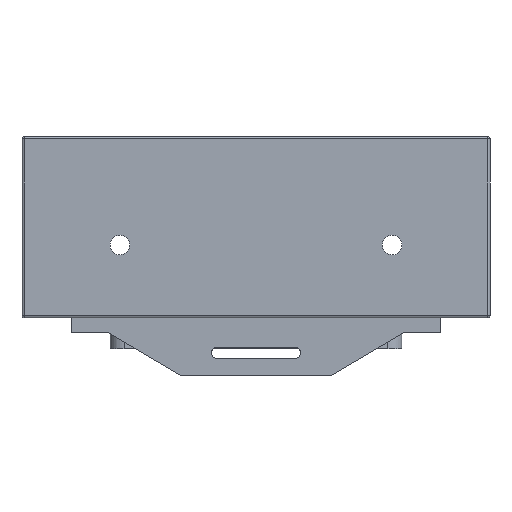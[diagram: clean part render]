
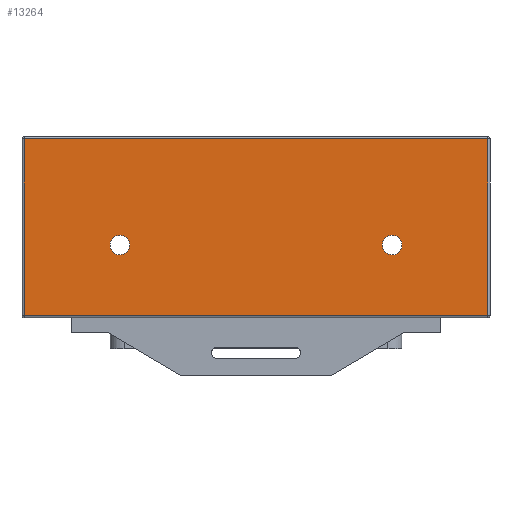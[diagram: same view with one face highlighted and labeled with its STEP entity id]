
A CAD part, front view. The second image highlights one B-rep face of the part: STEP entity #13264.
In plain terms, the highlighted planar face has unit normal (0, -1, 0).
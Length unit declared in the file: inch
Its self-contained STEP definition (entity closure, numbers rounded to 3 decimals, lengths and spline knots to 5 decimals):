
#12419 = EDGE_CURVE ( 'NONE', #12421, #12422, #28167, .T. ) ;
#12421 = VERTEX_POINT ( 'NONE', #28158 ) ;
#12422 = VERTEX_POINT ( 'NONE', #28157 ) ;
#12450 = EDGE_CURVE ( 'NONE', #12452, #12454, #28229, .T. ) ;
#12452 = VERTEX_POINT ( 'NONE', #28220 ) ;
#12454 = VERTEX_POINT ( 'NONE', #28219 ) ;
#13124 = EDGE_CURVE ( 'NONE', #12422, #12421, #29286, .T. ) ;
#13134 = EDGE_CURVE ( 'NONE', #12454, #12452, #29362, .T. ) ;
#13254 = EDGE_CURVE ( 'NONE', #13256, #13257, #29594, .T. ) ;
#13256 = VERTEX_POINT ( 'NONE', #29590 ) ;
#13257 = VERTEX_POINT ( 'NONE', #29589 ) ;
#13264 = ADVANCED_FACE ( 'NONE', ( #29578, #29577, #29576 ), #29573, .T. ) ;
#13266 = EDGE_LOOP ( 'NONE', ( #13267, #13365 ) ) ;
#13267 = ORIENTED_EDGE ( 'NONE', *, *, #13124, .T. ) ;
#13331 = ORIENTED_EDGE ( 'NONE', *, *, #13333, .T. ) ;
#13333 = EDGE_CURVE ( 'NONE', #13257, #13379, #29691, .T. ) ;
#13365 = ORIENTED_EDGE ( 'NONE', *, *, #12419, .T. ) ;
#13367 = EDGE_LOOP ( 'NONE', ( #13369, #13371 ) ) ;
#13369 = ORIENTED_EDGE ( 'NONE', *, *, #13134, .T. ) ;
#13371 = ORIENTED_EDGE ( 'NONE', *, *, #12450, .T. ) ;
#13374 = EDGE_LOOP ( 'NONE', ( #13375, #13381, #13386, #13331 ) ) ;
#13375 = ORIENTED_EDGE ( 'NONE', *, *, #13376, .F. ) ;
#13376 = EDGE_CURVE ( 'NONE', #13377, #13379, #29722, .T. ) ;
#13377 = VERTEX_POINT ( 'NONE', #29718 ) ;
#13379 = VERTEX_POINT ( 'NONE', #29717 ) ;
#13381 = ORIENTED_EDGE ( 'NONE', *, *, #13383, .T. ) ;
#13383 = EDGE_CURVE ( 'NONE', #13377, #13256, #29716, .T. ) ;
#13386 = ORIENTED_EDGE ( 'NONE', *, *, #13254, .T. ) ;
#28157 = CARTESIAN_POINT ( 'NONE',  ( 1.18, 0., -0.855 ) ) ;
#28158 = CARTESIAN_POINT ( 'NONE',  ( 1.18, 0., -1.025 ) ) ;
#28159 = DIRECTION ( 'NONE',  ( 0., 0., 1. ) ) ;
#28160 = DIRECTION ( 'NONE',  ( 0., 1., 0. ) ) ;
#28161 = CARTESIAN_POINT ( 'NONE',  ( 1.18, 0., -0.94 ) ) ;
#28162 = AXIS2_PLACEMENT_3D ( 'NONE', #28161, #28160, #28159 ) ;
#28167 = CIRCLE ( 'NONE', #28162, 0.085 ) ;
#28219 = CARTESIAN_POINT ( 'NONE',  ( -1.18, 0., -0.855 ) ) ;
#28220 = CARTESIAN_POINT ( 'NONE',  ( -1.18, 0., -1.025 ) ) ;
#28221 = DIRECTION ( 'NONE',  ( 0., 0., 1. ) ) ;
#28222 = DIRECTION ( 'NONE',  ( 0., 1., 0. ) ) ;
#28223 = CARTESIAN_POINT ( 'NONE',  ( -1.18, 0., -0.94 ) ) ;
#28224 = AXIS2_PLACEMENT_3D ( 'NONE', #28223, #28222, #28221 ) ;
#28229 = CIRCLE ( 'NONE', #28224, 0.085 ) ;
#29286 = CIRCLE ( 'NONE', #29338, 0.085 ) ;
#29335 = DIRECTION ( 'NONE',  ( 0., 0., 1. ) ) ;
#29336 = DIRECTION ( 'NONE',  ( 0., 1., 0. ) ) ;
#29337 = CARTESIAN_POINT ( 'NONE',  ( 1.18, 0., -0.94 ) ) ;
#29338 = AXIS2_PLACEMENT_3D ( 'NONE', #29337, #29336, #29335 ) ;
#29354 = DIRECTION ( 'NONE',  ( 0., 0., 1. ) ) ;
#29355 = DIRECTION ( 'NONE',  ( 0., 1., 0. ) ) ;
#29356 = CARTESIAN_POINT ( 'NONE',  ( -1.18, 0., -0.94 ) ) ;
#29357 = AXIS2_PLACEMENT_3D ( 'NONE', #29356, #29355, #29354 ) ;
#29362 = CIRCLE ( 'NONE', #29357, 0.085 ) ;
#29572 = CARTESIAN_POINT ( 'NONE',  ( -2.0075, 0., -1.57 ) ) ;
#29573 = PLANE ( 'NONE',  #29575 ) ;
#29575 = AXIS2_PLACEMENT_3D ( 'NONE', #29572, #29636, #29635 ) ;
#29576 = FACE_OUTER_BOUND ( 'NONE', #13374, .T. ) ;
#29577 = FACE_BOUND ( 'NONE', #13367, .T. ) ;
#29578 = FACE_BOUND ( 'NONE', #13266, .T. ) ;
#29589 = CARTESIAN_POINT ( 'NONE',  ( 2.0075, 0., -0.02 ) ) ;
#29590 = CARTESIAN_POINT ( 'NONE',  ( 2.0075, 0., -1.55 ) ) ;
#29591 = DIRECTION ( 'NONE',  ( 0., 0., 1. ) ) ;
#29592 = VECTOR ( 'NONE', #29591, 39.37008 ) ;
#29593 = CARTESIAN_POINT ( 'NONE',  ( 2.0075, 0., -1.57 ) ) ;
#29594 = LINE ( 'NONE', #29593, #29592 ) ;
#29635 = DIRECTION ( 'NONE',  ( 0., 0., -1. ) ) ;
#29636 = DIRECTION ( 'NONE',  ( 0., -1., 0. ) ) ;
#29688 = DIRECTION ( 'NONE',  ( -1., 0., 0. ) ) ;
#29689 = VECTOR ( 'NONE', #29688, 39.37008 ) ;
#29690 = CARTESIAN_POINT ( 'NONE',  ( -2.0075, 0., -0.02 ) ) ;
#29691 = LINE ( 'NONE', #29690, #29689 ) ;
#29713 = DIRECTION ( 'NONE',  ( 1., 0., 0. ) ) ;
#29714 = VECTOR ( 'NONE', #29713, 39.37008 ) ;
#29715 = CARTESIAN_POINT ( 'NONE',  ( 2.0075, 0., -1.55 ) ) ;
#29716 = LINE ( 'NONE', #29715, #29714 ) ;
#29717 = CARTESIAN_POINT ( 'NONE',  ( -2.0075, 0., -0.02 ) ) ;
#29718 = CARTESIAN_POINT ( 'NONE',  ( -2.0075, 0., -1.55 ) ) ;
#29719 = DIRECTION ( 'NONE',  ( 0., 0., 1. ) ) ;
#29720 = VECTOR ( 'NONE', #29719, 39.37008 ) ;
#29721 = CARTESIAN_POINT ( 'NONE',  ( -2.0075, 0., -1.57 ) ) ;
#29722 = LINE ( 'NONE', #29721, #29720 ) ;
